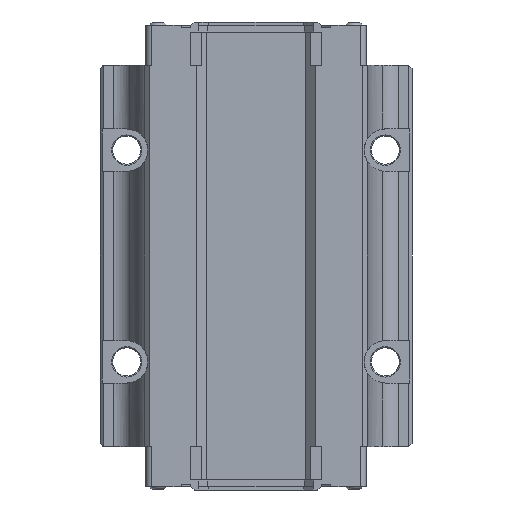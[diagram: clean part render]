
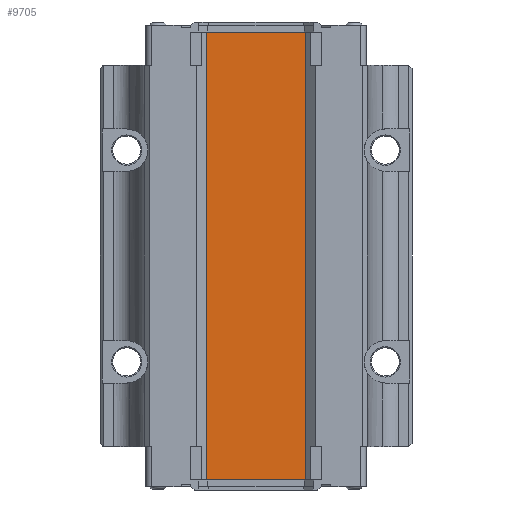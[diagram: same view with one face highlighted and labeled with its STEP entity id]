
A CAD part, front view. The second image highlights one B-rep face of the part: STEP entity #9705.
In plain terms, the highlighted planar face has unit normal (0, -1, 0).
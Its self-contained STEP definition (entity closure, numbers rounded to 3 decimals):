
#607=PLANE('',#10572);
#1109=FACE_OUTER_BOUND('',#1649,.T.);
#1649=EDGE_LOOP('',(#9011,#9012,#9013,#9014));
#2151=LINE('',#13709,#3175);
#2843=LINE('',#15610,#3867);
#3006=LINE('',#16158,#4030);
#3007=LINE('',#16160,#4031);
#3175=VECTOR('',#10946,10.);
#3867=VECTOR('',#12824,10.);
#4030=VECTOR('',#13263,10.);
#4031=VECTOR('',#13266,10.);
#4190=VERTEX_POINT('',#13706);
#4191=VERTEX_POINT('',#13708);
#4806=VERTEX_POINT('',#15607);
#4807=VERTEX_POINT('',#15609);
#5135=EDGE_CURVE('',#4190,#4191,#2151,.T.);
#6079=EDGE_CURVE('',#4806,#4807,#2843,.T.);
#6300=EDGE_CURVE('',#4190,#4807,#3006,.T.);
#6301=EDGE_CURVE('',#4191,#4806,#3007,.T.);
#9011=ORIENTED_EDGE('',*,*,#6300,.T.);
#9012=ORIENTED_EDGE('',*,*,#6079,.F.);
#9013=ORIENTED_EDGE('',*,*,#6301,.F.);
#9014=ORIENTED_EDGE('',*,*,#5135,.F.);
#9705=ADVANCED_FACE('',(#1109),#607,.T.);
#10572=AXIS2_PLACEMENT_3D('',#16159,#13264,#13265);
#10946=DIRECTION('',(-1.,0.,0.));
#12824=DIRECTION('',(1.,0.,0.));
#13263=DIRECTION('',(0.,0.,1.));
#13264=DIRECTION('center_axis',(0.,-1.,0.));
#13265=DIRECTION('ref_axis',(1.,0.,0.));
#13266=DIRECTION('',(0.,0.,1.));
#13706=CARTESIAN_POINT('',(22.75,-17.4,-100.5));
#13708=CARTESIAN_POINT('',(-22.75,-17.4,-100.5));
#13709=CARTESIAN_POINT('',(-22.75,-17.4,-100.5));
#15607=CARTESIAN_POINT('',(-22.75,-17.4,100.5));
#15609=CARTESIAN_POINT('',(22.75,-17.4,100.5));
#15610=CARTESIAN_POINT('',(-22.75,-17.4,100.5));
#16158=CARTESIAN_POINT('',(22.75,-17.4,0.));
#16159=CARTESIAN_POINT('Origin',(-22.75,-17.4,0.));
#16160=CARTESIAN_POINT('',(-22.75,-17.4,0.));
